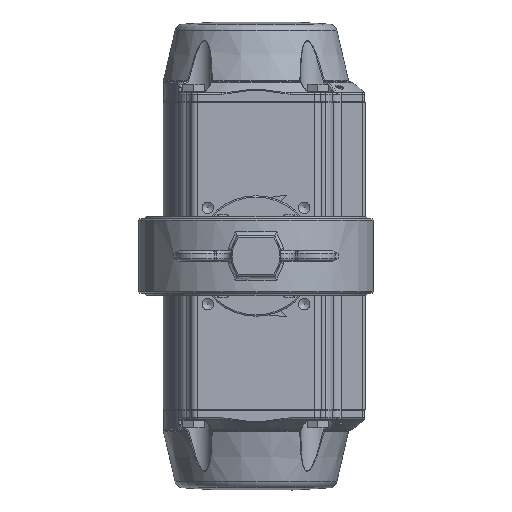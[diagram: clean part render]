
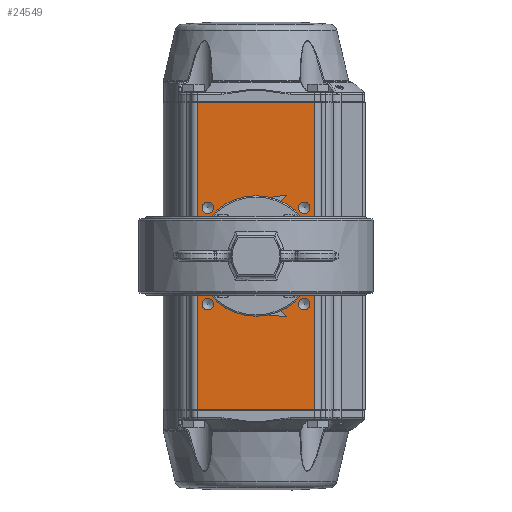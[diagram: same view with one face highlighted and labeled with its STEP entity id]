
A CAD part, front view. The second image highlights one B-rep face of the part: STEP entity #24549.
In plain terms, the highlighted planar face has unit normal (0, -1, 0).
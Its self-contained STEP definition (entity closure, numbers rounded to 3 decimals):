
#1837=CIRCLE('',#27160,3.4);
#1838=CIRCLE('',#27161,3.4);
#1839=CIRCLE('',#27162,3.4);
#1840=CIRCLE('',#27163,3.4);
#1841=CIRCLE('',#27164,4.25);
#1842=CIRCLE('',#27165,4.25);
#1843=CIRCLE('',#27166,4.25);
#1844=CIRCLE('',#27167,4.25);
#1845=CIRCLE('',#27168,27.5);
#3416=LINE('',#46773,#4879);
#3472=LINE('',#46958,#4935);
#3566=LINE('',#47228,#5029);
#3567=LINE('',#47231,#5030);
#4879=VECTOR('',#31538,1000.);
#4935=VECTOR('',#31728,1000.);
#5029=VECTOR('',#32012,1000.);
#5030=VECTOR('',#32017,1000.);
#9470=ORIENTED_EDGE('',*,*,#14726,.F.);
#9471=ORIENTED_EDGE('',*,*,#14592,.T.);
#9472=ORIENTED_EDGE('',*,*,#14728,.T.);
#9473=ORIENTED_EDGE('',*,*,#14500,.T.);
#9474=ORIENTED_EDGE('',*,*,#14729,.F.);
#9475=ORIENTED_EDGE('',*,*,#14730,.F.);
#9476=ORIENTED_EDGE('',*,*,#14731,.F.);
#9477=ORIENTED_EDGE('',*,*,#14732,.F.);
#9478=ORIENTED_EDGE('',*,*,#14733,.F.);
#9479=ORIENTED_EDGE('',*,*,#14734,.F.);
#9480=ORIENTED_EDGE('',*,*,#14735,.F.);
#9481=ORIENTED_EDGE('',*,*,#14736,.F.);
#9482=ORIENTED_EDGE('',*,*,#14737,.T.);
#14500=EDGE_CURVE('',#17506,#17509,#3416,.T.);
#14592=EDGE_CURVE('',#17572,#17571,#3472,.T.);
#14726=EDGE_CURVE('',#17572,#17509,#3566,.T.);
#14728=EDGE_CURVE('',#17571,#17506,#3567,.T.);
#14729=EDGE_CURVE('',#17653,#17653,#1837,.T.);
#14730=EDGE_CURVE('',#17654,#17654,#1838,.T.);
#14731=EDGE_CURVE('',#17655,#17655,#1839,.T.);
#14732=EDGE_CURVE('',#17656,#17656,#1840,.T.);
#14733=EDGE_CURVE('',#17657,#17657,#1841,.T.);
#14734=EDGE_CURVE('',#17658,#17658,#1842,.T.);
#14735=EDGE_CURVE('',#17659,#17659,#1843,.T.);
#14736=EDGE_CURVE('',#17660,#17660,#1844,.T.);
#14737=EDGE_CURVE('',#17661,#17661,#1845,.T.);
#17506=VERTEX_POINT('',#46767);
#17509=VERTEX_POINT('',#46772);
#17571=VERTEX_POINT('',#46957);
#17572=VERTEX_POINT('',#46959);
#17653=VERTEX_POINT('',#47233);
#17654=VERTEX_POINT('',#47235);
#17655=VERTEX_POINT('',#47237);
#17656=VERTEX_POINT('',#47239);
#17657=VERTEX_POINT('',#47241);
#17658=VERTEX_POINT('',#47243);
#17659=VERTEX_POINT('',#47245);
#17660=VERTEX_POINT('',#47247);
#17661=VERTEX_POINT('',#47249);
#20458=EDGE_LOOP('',(#9470,#9471,#9472,#9473));
#20459=EDGE_LOOP('',(#9474));
#20460=EDGE_LOOP('',(#9475));
#20461=EDGE_LOOP('',(#9476));
#20462=EDGE_LOOP('',(#9477));
#20463=EDGE_LOOP('',(#9478));
#20464=EDGE_LOOP('',(#9479));
#20465=EDGE_LOOP('',(#9480));
#20466=EDGE_LOOP('',(#9481));
#20467=EDGE_LOOP('',(#9482));
#22316=FACE_BOUND('',#20458,.T.);
#22317=FACE_BOUND('',#20459,.T.);
#22318=FACE_BOUND('',#20460,.T.);
#22319=FACE_BOUND('',#20461,.T.);
#22320=FACE_BOUND('',#20462,.T.);
#22321=FACE_BOUND('',#20463,.T.);
#22322=FACE_BOUND('',#20464,.T.);
#22323=FACE_BOUND('',#20465,.T.);
#22324=FACE_BOUND('',#20466,.T.);
#22325=FACE_BOUND('',#20467,.T.);
#23565=PLANE('',#27159);
#24549=ADVANCED_FACE('',(#22316,#22317,#22318,#22319,#22320,#22321,#22322,
#22323,#22324,#22325),#23565,.F.);
#27159=AXIS2_PLACEMENT_3D('',#47230,#32015,#32016);
#27160=AXIS2_PLACEMENT_3D('',#47232,#32018,#32019);
#27161=AXIS2_PLACEMENT_3D('',#47234,#32020,#32021);
#27162=AXIS2_PLACEMENT_3D('',#47236,#32022,#32023);
#27163=AXIS2_PLACEMENT_3D('',#47238,#32024,#32025);
#27164=AXIS2_PLACEMENT_3D('',#47240,#32026,#32027);
#27165=AXIS2_PLACEMENT_3D('',#47242,#32028,#32029);
#27166=AXIS2_PLACEMENT_3D('',#47244,#32030,#32031);
#27167=AXIS2_PLACEMENT_3D('',#47246,#32032,#32033);
#27168=AXIS2_PLACEMENT_3D('',#47248,#32034,#32035);
#31538=DIRECTION('',(1.,0.,0.));
#31728=DIRECTION('',(-1.,0.,0.));
#32012=DIRECTION('',(0.,0.,-1.));
#32015=DIRECTION('',(0.,1.,0.));
#32016=DIRECTION('',(0.,0.,1.));
#32017=DIRECTION('',(0.,0.,-1.));
#32018=DIRECTION('',(0.,-1.,0.));
#32019=DIRECTION('',(0.,0.,-1.));
#32020=DIRECTION('',(0.,-1.,0.));
#32021=DIRECTION('',(0.,0.,-1.));
#32022=DIRECTION('',(0.,-1.,0.));
#32023=DIRECTION('',(0.,0.,-1.));
#32024=DIRECTION('',(0.,-1.,0.));
#32025=DIRECTION('',(0.,0.,-1.));
#32026=DIRECTION('',(0.,-1.,0.));
#32027=DIRECTION('',(0.,0.,-1.));
#32028=DIRECTION('',(0.,-1.,0.));
#32029=DIRECTION('',(0.,0.,-1.));
#32030=DIRECTION('',(0.,-1.,0.));
#32031=DIRECTION('',(0.,0.,-1.));
#32032=DIRECTION('',(0.,-1.,0.));
#32033=DIRECTION('',(0.,0.,-1.));
#32034=DIRECTION('',(0.,1.,0.));
#32035=DIRECTION('',(0.,0.,1.));
#46767=CARTESIAN_POINT('',(-44.,-80.,-115.));
#46772=CARTESIAN_POINT('',(44.,-80.,-115.));
#46773=CARTESIAN_POINT('',(-44.,-80.,-115.));
#46957=CARTESIAN_POINT('',(-44.,-80.,115.));
#46958=CARTESIAN_POINT('',(-44.,-80.,115.));
#46959=CARTESIAN_POINT('',(44.,-80.,115.));
#47228=CARTESIAN_POINT('',(44.,-80.,115.5));
#47230=CARTESIAN_POINT('',(-44.,-80.,115.5));
#47231=CARTESIAN_POINT('',(-44.,-80.,115.5));
#47232=CARTESIAN_POINT('',(24.749,-80.,24.749));
#47233=CARTESIAN_POINT('',(24.749,-80.,21.349));
#47234=CARTESIAN_POINT('',(24.749,-80.,-24.749));
#47235=CARTESIAN_POINT('',(24.749,-80.,-28.149));
#47236=CARTESIAN_POINT('',(-24.749,-80.,-24.749));
#47237=CARTESIAN_POINT('',(-24.749,-80.,-28.149));
#47238=CARTESIAN_POINT('',(-24.749,-80.,24.749));
#47239=CARTESIAN_POINT('',(-24.749,-80.,21.349));
#47240=CARTESIAN_POINT('',(36.062,-80.,36.062));
#47241=CARTESIAN_POINT('',(36.062,-80.,31.812));
#47242=CARTESIAN_POINT('',(36.062,-80.,-36.062));
#47243=CARTESIAN_POINT('',(36.062,-80.,-40.312));
#47244=CARTESIAN_POINT('',(-36.062,-80.,-36.062));
#47245=CARTESIAN_POINT('',(-36.062,-80.,-40.312));
#47246=CARTESIAN_POINT('',(-36.062,-80.,36.062));
#47247=CARTESIAN_POINT('',(-36.062,-80.,31.812));
#47248=CARTESIAN_POINT('',(0.,-80.,0.));
#47249=CARTESIAN_POINT('',(0.,-80.,27.5));
